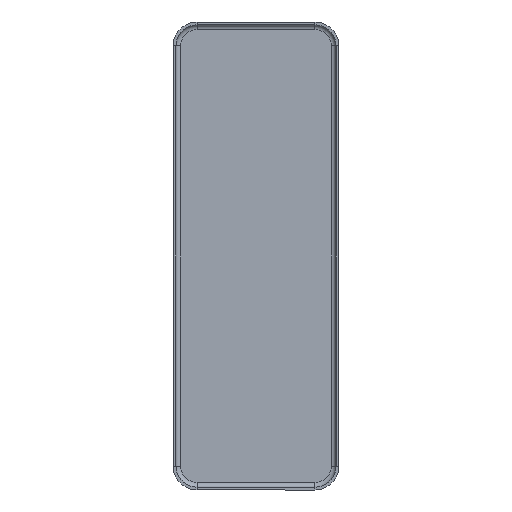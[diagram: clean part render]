
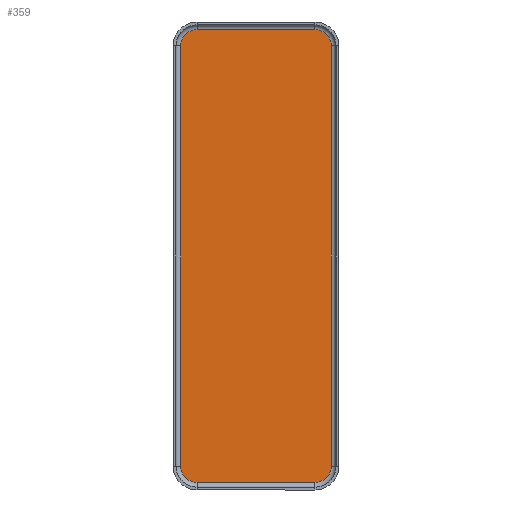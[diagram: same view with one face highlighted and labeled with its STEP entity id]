
A CAD part, front view. The second image highlights one B-rep face of the part: STEP entity #359.
In plain terms, the highlighted planar face has unit normal (0, -1, 0).
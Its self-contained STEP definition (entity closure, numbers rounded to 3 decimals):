
#8 = CARTESIAN_POINT ( 'NONE',  ( 7.65, -0.3, 15.85 ) ) ;
#21 = ORIENTED_EDGE ( 'NONE', *, *, #957, .F. ) ;
#23 = CIRCLE ( 'NONE', #99, 1.7 ) ;
#27 = EDGE_CURVE ( 'NONE', #844, #1138, #625, .T. ) ;
#53 = CARTESIAN_POINT ( 'NONE',  ( -4.65, -0.3, -31.35 ) ) ;
#85 = CARTESIAN_POINT ( 'NONE',  ( -4.65, -0.3, -29.65 ) ) ;
#99 = AXIS2_PLACEMENT_3D ( 'NONE', #890, #724, #917 ) ;
#179 = CARTESIAN_POINT ( 'NONE',  ( -6.35, -0.3, 14.15 ) ) ;
#194 = AXIS2_PLACEMENT_3D ( 'NONE', #435, #598, #962 ) ;
#204 = ORIENTED_EDGE ( 'NONE', *, *, #544, .F. ) ;
#221 = CARTESIAN_POINT ( 'NONE',  ( 7.65, -0.3, -31.35 ) ) ;
#228 = ORIENTED_EDGE ( 'NONE', *, *, #1148, .F. ) ;
#259 = DIRECTION ( 'NONE',  ( 0., 0., 1. ) ) ;
#307 = PLANE ( 'NONE',  #709 ) ;
#313 = VERTEX_POINT ( 'NONE', #221 ) ;
#345 = VECTOR ( 'NONE', #455, 1000. ) ;
#359 = ADVANCED_FACE ( 'NONE', ( #854 ), #307, .T. ) ;
#360 = ORIENTED_EDGE ( 'NONE', *, *, #566, .F. ) ;
#363 = CIRCLE ( 'NONE', #628, 1.7 ) ;
#375 = LINE ( 'NONE', #623, #345 ) ;
#381 = DIRECTION ( 'NONE',  ( 0., 0., 1. ) ) ;
#394 = VERTEX_POINT ( 'NONE', #402 ) ;
#402 = CARTESIAN_POINT ( 'NONE',  ( -6.35, -0.3, -29.65 ) ) ;
#408 = VERTEX_POINT ( 'NONE', #1037 ) ;
#432 = LINE ( 'NONE', #969, #1145 ) ;
#435 = CARTESIAN_POINT ( 'NONE',  ( -4.65, -0.3, 14.15 ) ) ;
#455 = DIRECTION ( 'NONE',  ( -1., 0., 0. ) ) ;
#486 = DIRECTION ( 'NONE',  ( 1., 0., 0. ) ) ;
#513 = ORIENTED_EDGE ( 'NONE', *, *, #1052, .F. ) ;
#517 = CIRCLE ( 'NONE', #194, 1.7 ) ;
#530 = EDGE_CURVE ( 'NONE', #626, #844, #363, .T. ) ;
#544 = EDGE_CURVE ( 'NONE', #394, #1010, #432, .T. ) ;
#566 = EDGE_CURVE ( 'NONE', #1138, #313, #23, .T. ) ;
#598 = DIRECTION ( 'NONE',  ( 0., 1., 0. ) ) ;
#601 = CARTESIAN_POINT ( 'NONE',  ( 9.35, -0.3, 14.15 ) ) ;
#623 = CARTESIAN_POINT ( 'NONE',  ( 7.65, -0.3, -31.35 ) ) ;
#625 = LINE ( 'NONE', #601, #1071 ) ;
#626 = VERTEX_POINT ( 'NONE', #8 ) ;
#628 = AXIS2_PLACEMENT_3D ( 'NONE', #705, #1070, #259 ) ;
#651 = EDGE_LOOP ( 'NONE', ( #850, #228, #21, #204, #801, #513, #360, #778 ) ) ;
#656 = EDGE_CURVE ( 'NONE', #877, #394, #1104, .T. ) ;
#659 = DIRECTION ( 'NONE',  ( 0., -1., 0. ) ) ;
#683 = CARTESIAN_POINT ( 'NONE',  ( 7.65, -0.3, 14.15 ) ) ;
#705 = CARTESIAN_POINT ( 'NONE',  ( 7.65, -0.3, 14.15 ) ) ;
#709 = AXIS2_PLACEMENT_3D ( 'NONE', #683, #659, #1047 ) ;
#717 = DIRECTION ( 'NONE',  ( 0., 0., -1. ) ) ;
#724 = DIRECTION ( 'NONE',  ( 0., 1., 0. ) ) ;
#750 = CARTESIAN_POINT ( 'NONE',  ( 9.35, -0.3, -29.65 ) ) ;
#778 = ORIENTED_EDGE ( 'NONE', *, *, #27, .F. ) ;
#787 = CARTESIAN_POINT ( 'NONE',  ( 9.35, -0.3, 14.15 ) ) ;
#801 = ORIENTED_EDGE ( 'NONE', *, *, #656, .F. ) ;
#811 = VECTOR ( 'NONE', #486, 1000. ) ;
#844 = VERTEX_POINT ( 'NONE', #787 ) ;
#850 = ORIENTED_EDGE ( 'NONE', *, *, #530, .F. ) ;
#851 = LINE ( 'NONE', #1122, #811 ) ;
#854 = FACE_OUTER_BOUND ( 'NONE', #651, .T. ) ;
#872 = DIRECTION ( 'NONE',  ( 0., 0., 1. ) ) ;
#877 = VERTEX_POINT ( 'NONE', #53 ) ;
#890 = CARTESIAN_POINT ( 'NONE',  ( 7.65, -0.3, -29.65 ) ) ;
#917 = DIRECTION ( 'NONE',  ( 0., 0., 1. ) ) ;
#957 = EDGE_CURVE ( 'NONE', #1010, #408, #517, .T. ) ;
#962 = DIRECTION ( 'NONE',  ( 0., 0., 1. ) ) ;
#969 = CARTESIAN_POINT ( 'NONE',  ( -6.35, -0.3, -29.65 ) ) ;
#989 = AXIS2_PLACEMENT_3D ( 'NONE', #85, #1008, #381 ) ;
#1008 = DIRECTION ( 'NONE',  ( 0., 1., 0. ) ) ;
#1010 = VERTEX_POINT ( 'NONE', #179 ) ;
#1037 = CARTESIAN_POINT ( 'NONE',  ( -4.65, -0.3, 15.85 ) ) ;
#1047 = DIRECTION ( 'NONE',  ( 0., 0., -1. ) ) ;
#1052 = EDGE_CURVE ( 'NONE', #313, #877, #375, .T. ) ;
#1070 = DIRECTION ( 'NONE',  ( 0., 1., 0. ) ) ;
#1071 = VECTOR ( 'NONE', #717, 1000. ) ;
#1104 = CIRCLE ( 'NONE', #989, 1.7 ) ;
#1122 = CARTESIAN_POINT ( 'NONE',  ( -4.65, -0.3, 15.85 ) ) ;
#1138 = VERTEX_POINT ( 'NONE', #750 ) ;
#1145 = VECTOR ( 'NONE', #872, 1000. ) ;
#1148 = EDGE_CURVE ( 'NONE', #408, #626, #851, .T. ) ;
